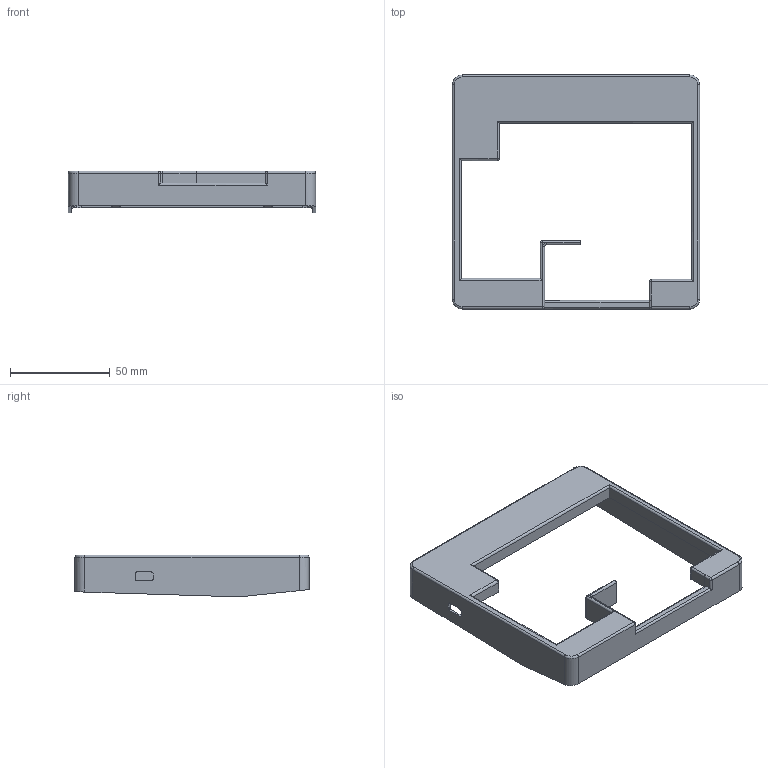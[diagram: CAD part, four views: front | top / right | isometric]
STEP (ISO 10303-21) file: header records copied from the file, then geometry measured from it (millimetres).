
FILE_DESCRIPTION(('HOOPS Exchange Step'),'2;1');
FILE_NAME('temp_export','2025-08-03T20:57:23+09:00',('chuns'),('Shapr3D Limited'),'HOOPS Exchange 2024.8','Shapr3D','Authorized');
FILE_SCHEMA( ('AP242_MANAGED_MODEL_BASED_3D_ENGINEERING_MIM_LF {1 0 10303 442 1 1 4}') );
Length unit declared in the file: millimetre
Products named in the file (3): top; right; root
Assembly tree (2 placements, depth 3):
  root
    right
      top
Bounding box: 124.21 x 117.6 x 21 mm (x, y, z)
Volume: 44391.1 mm3; surface area: 28656.5 mm2
Topology: 1 solids, 1 shells, 131 faces, 346 edges, 220 vertices
Faces by surface type: plane 79, cylinder 42, torus 6, sphere 4
Full cylindrical faces by diameter (mm): 3.5 x4
Entity records: 4111 total; most frequent: CARTESIAN_POINT 720, DIRECTION 709, ORIENTED_EDGE 684, EDGE_CURVE 342, VECTOR 247, LINE 247, AXIS2_PLACEMENT_3D 231, VERTEX_POINT 220
